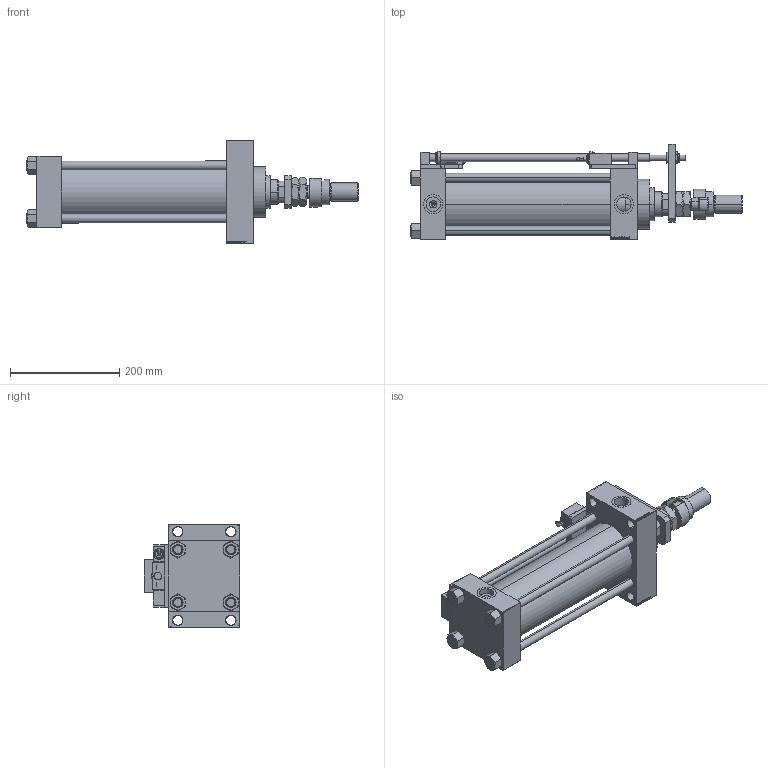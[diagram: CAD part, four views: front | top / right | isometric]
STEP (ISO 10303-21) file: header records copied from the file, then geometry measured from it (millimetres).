
FILE_DESCRIPTION (( 'STEP AP203' ), '1' );
FILE_NAME ('c226.STEP', '2023-04-11T12:04:13', ( '' ), ( '' ), 'SwSTEP 2.0', 'SolidWorks 2019', '' );
FILE_SCHEMA (( 'CONFIG_CONTROL_DESIGN' ));
Length unit declared in the file: millimetre
Products named in the file (20): FEMALE_PART_FOR_DFA 4675c820107c1e4652028875121505f1; V215CD_SWITCH_Q_PODLOZKA_FRONT 4675c820107c1e4652028875121505f1; V215CD_SWITCH_Q_MAGNET 4675c820107c1e4652028875121505f1; V215CD_SWITCH_Q_BLOK 4675c820107c1e4652028875121505f1; c226; MFA 4675c820107c1e4652028875121505f1; Zatka_pro_OIL_PORT 4675c820107c1e4652028875121505f1; V215CD_D_TYCINKA 4675c820107c1e4652028875121505f1; V215CD_NUT_M5_D 4675c820107c1e4652028875121505f1; V215CD_SWITCH_Q_TYC 4675c820107c1e4652028875121505f1; V215CD_SWITCH_Q_PODLOZKA_BACK 4675c820107c1e4652028875121505f1; V215CD_D_Body 4675c820107c1e4652028875121505f1; V215CD_SWITCH_Q_NUT 4675c820107c1e4652028875121505f1; V215CD_VC_A 4675c820107c1e4652028875121505f1; V215CD_SWITCH_Q_ZARAZKA 4675c820107c1e4652028875121505f1; V215CD_C_DFAS_SWITCH 4675c820107c1e4652028875121505f1; V215CD_SWITCH_Q_DIMA 4675c820107c1e4652028875121505f1; V215CD_VCP_D 4675c820107c1e4652028875121505f1; V215CD_SWITCH_Q_SWITCH 4675c820107c1e4652028875121505f1; V215CD_SWITCH_Q_NUT10 4675c820107c1e4652028875121505f1
Assembly tree (29 placements, depth 3):
  c226
    V215CD_D_Body 4675c820107c1e4652028875121505f1
    V215CD_VC_A 4675c820107c1e4652028875121505f1
    V215CD_VCP_D 4675c820107c1e4652028875121505f1
    V215CD_D_TYCINKA 4675c820107c1e4652028875121505f1  x4
    V215CD_NUT_M5_D 4675c820107c1e4652028875121505f1  x4
    V215CD_SWITCH_Q_BLOK 4675c820107c1e4652028875121505f1  x2
    V215CD_SWITCH_Q_DIMA 4675c820107c1e4652028875121505f1
    V215CD_SWITCH_Q_MAGNET 4675c820107c1e4652028875121505f1  x2
    V215CD_SWITCH_Q_NUT 4675c820107c1e4652028875121505f1
    V215CD_SWITCH_Q_NUT10 4675c820107c1e4652028875121505f1
    V215CD_SWITCH_Q_PODLOZKA_BACK 4675c820107c1e4652028875121505f1
    V215CD_SWITCH_Q_PODLOZKA_FRONT 4675c820107c1e4652028875121505f1
    V215CD_SWITCH_Q_SWITCH 4675c820107c1e4652028875121505f1  x2
    V215CD_SWITCH_Q_TYC 4675c820107c1e4652028875121505f1
    V215CD_SWITCH_Q_ZARAZKA 4675c820107c1e4652028875121505f1
    V215CD_C_DFAS_SWITCH 4675c820107c1e4652028875121505f1
      FEMALE_PART_FOR_DFA 4675c820107c1e4652028875121505f1
      MFA 4675c820107c1e4652028875121505f1
    Zatka_pro_OIL_PORT 4675c820107c1e4652028875121505f1  x2
Bounding box: 607 x 175 x 190 mm (x, y, z)
Volume: 3877067 mm3; surface area: 727492.4 mm2
Topology: 28 solids, 28 shells, 1565 faces, 3836 edges, 2463 vertices
Faces by surface type: plane 742, bspline 368, cone 235, cylinder 180, torus 40
Entity records: 58377 total; most frequent: CARTESIAN_POINT 27536, ORIENTED_EDGE 6420, DIRECTION 4719, EDGE_CURVE 3210, VERTEX_POINT 2079, VECTOR 1835, LINE 1835, EDGE_LOOP 1463
